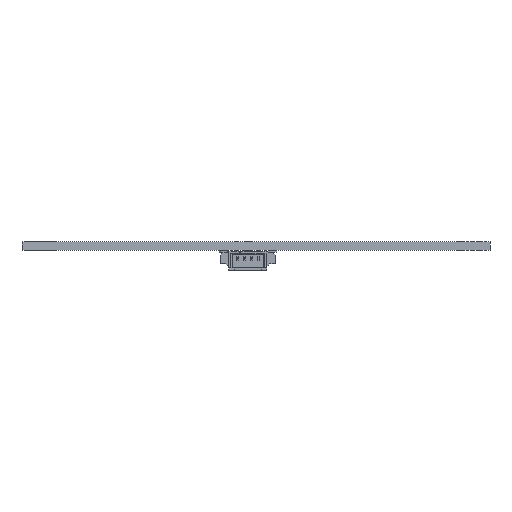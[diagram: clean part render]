
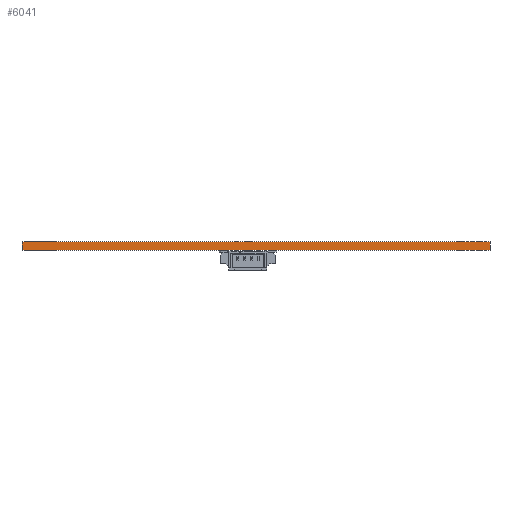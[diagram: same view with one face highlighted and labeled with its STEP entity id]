
A CAD part, front view. The second image highlights one B-rep face of the part: STEP entity #6041.
In plain terms, the highlighted planar face has unit normal (0, -1, 0).
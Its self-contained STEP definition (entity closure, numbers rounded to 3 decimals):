
#6041 = ADVANCED_FACE('',(#6042),#6076,.T.);
#6042 = FACE_BOUND('',#6043,.T.);
#6043 = EDGE_LOOP('',(#6044,#6054,#6062,#6070));
#6044 = ORIENTED_EDGE('',*,*,#6045,.T.);
#6045 = EDGE_CURVE('',#6046,#6048,#6050,.T.);
#6046 = VERTEX_POINT('',#6047);
#6047 = CARTESIAN_POINT('',(187.9,-136.9,0.));
#6048 = VERTEX_POINT('',#6049);
#6049 = CARTESIAN_POINT('',(187.9,-136.9,1.51));
#6050 = LINE('',#6051,#6052);
#6051 = CARTESIAN_POINT('',(187.9,-136.9,0.));
#6052 = VECTOR('',#6053,1.);
#6053 = DIRECTION('',(0.,0.,1.));
#6054 = ORIENTED_EDGE('',*,*,#6055,.T.);
#6055 = EDGE_CURVE('',#6048,#6056,#6058,.T.);
#6056 = VERTEX_POINT('',#6057);
#6057 = CARTESIAN_POINT('',(105.3,-136.9,1.51));
#6058 = LINE('',#6059,#6060);
#6059 = CARTESIAN_POINT('',(187.9,-136.9,1.51));
#6060 = VECTOR('',#6061,1.);
#6061 = DIRECTION('',(-1.,0.,0.));
#6062 = ORIENTED_EDGE('',*,*,#6063,.F.);
#6063 = EDGE_CURVE('',#6064,#6056,#6066,.T.);
#6064 = VERTEX_POINT('',#6065);
#6065 = CARTESIAN_POINT('',(105.3,-136.9,0.));
#6066 = LINE('',#6067,#6068);
#6067 = CARTESIAN_POINT('',(105.3,-136.9,0.));
#6068 = VECTOR('',#6069,1.);
#6069 = DIRECTION('',(0.,0.,1.));
#6070 = ORIENTED_EDGE('',*,*,#6071,.F.);
#6071 = EDGE_CURVE('',#6046,#6064,#6072,.T.);
#6072 = LINE('',#6073,#6074);
#6073 = CARTESIAN_POINT('',(187.9,-136.9,0.));
#6074 = VECTOR('',#6075,1.);
#6075 = DIRECTION('',(-1.,0.,0.));
#6076 = PLANE('',#6077);
#6077 = AXIS2_PLACEMENT_3D('',#6078,#6079,#6080);
#6078 = CARTESIAN_POINT('',(187.9,-136.9,0.));
#6079 = DIRECTION('',(0.,-1.,0.));
#6080 = DIRECTION('',(-1.,0.,0.));
